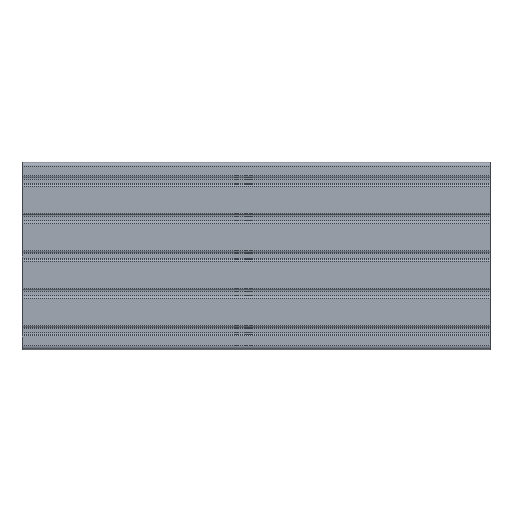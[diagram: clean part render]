
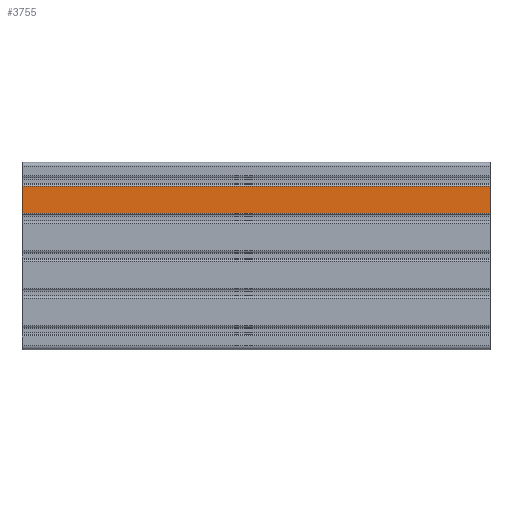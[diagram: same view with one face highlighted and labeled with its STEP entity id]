
A CAD part, top view. The second image highlights one B-rep face of the part: STEP entity #3755.
In plain terms, the highlighted planar face has unit normal (0, 0, 1).
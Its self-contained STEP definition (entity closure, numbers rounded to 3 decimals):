
#222 = VERTEX_POINT ( 'NONE', #8112 ) ;
#636 = ORIENTED_EDGE ( 'NONE', *, *, #8139, .F. ) ;
#699 = LINE ( 'NONE', #8920, #2464 ) ;
#898 = CARTESIAN_POINT ( 'NONE',  ( 0., 74.5, 5720. ) ) ;
#960 = EDGE_CURVE ( 'NONE', #7414, #7650, #6636, .T. ) ;
#1337 = EDGE_CURVE ( 'NONE', #222, #4490, #8688, .T. ) ;
#1594 = CARTESIAN_POINT ( 'NONE',  ( 500., 74.5, 5720. ) ) ;
#1861 = FACE_OUTER_BOUND ( 'NONE', #3972, .T. ) ;
#2028 = CARTESIAN_POINT ( 'NONE',  ( 0., 45.5, 5720. ) ) ;
#2464 = VECTOR ( 'NONE', #7400, 1000. ) ;
#2859 = CARTESIAN_POINT ( 'NONE',  ( 500., 45.5, 5720. ) ) ;
#3645 = EDGE_CURVE ( 'NONE', #7414, #222, #699, .T. ) ;
#3718 = ORIENTED_EDGE ( 'NONE', *, *, #3645, .T. ) ;
#3755 = ADVANCED_FACE ( 'NONE', ( #1861 ), #4543, .F. ) ;
#3877 = ORIENTED_EDGE ( 'NONE', *, *, #1337, .T. ) ;
#3972 = EDGE_LOOP ( 'NONE', ( #3877, #636, #6025, #3718 ) ) ;
#4352 = DIRECTION ( 'NONE',  ( 0., -1., 0. ) ) ;
#4380 = LINE ( 'NONE', #5866, #5543 ) ;
#4490 = VERTEX_POINT ( 'NONE', #2028 ) ;
#4515 = DIRECTION ( 'NONE',  ( -1., 0., 0. ) ) ;
#4543 = PLANE ( 'NONE',  #5570 ) ;
#5076 = DIRECTION ( 'NONE',  ( 0., -1., 0. ) ) ;
#5543 = VECTOR ( 'NONE', #4515, 1000. ) ;
#5570 = AXIS2_PLACEMENT_3D ( 'NONE', #7360, #8094, #8836 ) ;
#5687 = VECTOR ( 'NONE', #4352, 1000. ) ;
#5866 = CARTESIAN_POINT ( 'NONE',  ( 500., 45.5, 5720. ) ) ;
#6025 = ORIENTED_EDGE ( 'NONE', *, *, #960, .F. ) ;
#6636 = LINE ( 'NONE', #1594, #5687 ) ;
#7360 = CARTESIAN_POINT ( 'NONE',  ( 500., 74.5, 5720. ) ) ;
#7400 = DIRECTION ( 'NONE',  ( -1., 0., 0. ) ) ;
#7414 = VERTEX_POINT ( 'NONE', #8312 ) ;
#7650 = VERTEX_POINT ( 'NONE', #2859 ) ;
#7762 = VECTOR ( 'NONE', #5076, 1000. ) ;
#8094 = DIRECTION ( 'NONE',  ( 0., 0., -1. ) ) ;
#8112 = CARTESIAN_POINT ( 'NONE',  ( 0., 74.5, 5720. ) ) ;
#8139 = EDGE_CURVE ( 'NONE', #7650, #4490, #4380, .T. ) ;
#8312 = CARTESIAN_POINT ( 'NONE',  ( 500., 74.5, 5720. ) ) ;
#8688 = LINE ( 'NONE', #898, #7762 ) ;
#8836 = DIRECTION ( 'NONE',  ( -1., 0., 0. ) ) ;
#8920 = CARTESIAN_POINT ( 'NONE',  ( 500., 74.5, 5720. ) ) ;
